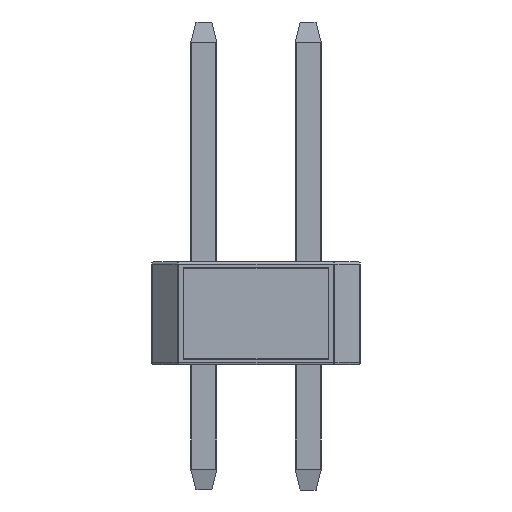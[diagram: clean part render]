
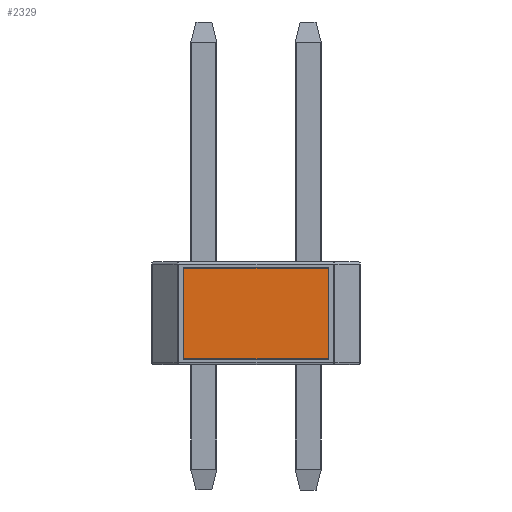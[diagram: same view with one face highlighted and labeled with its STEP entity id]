
A CAD part, left-side view. The second image highlights one B-rep face of the part: STEP entity #2329.
In plain terms, the highlighted planar face has unit normal (-1, 0, 0).
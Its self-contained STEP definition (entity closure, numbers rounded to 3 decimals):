
#378=FACE_OUTER_BOUND('',#504,.T.);
#504=EDGE_LOOP('',(#1906,#1907,#1908,#1909));
#643=LINE('',#3617,#859);
#644=LINE('',#3622,#860);
#647=LINE('',#3630,#863);
#649=LINE('',#3633,#865);
#859=VECTOR('',#2890,10.);
#860=VECTOR('',#2895,10.);
#863=VECTOR('',#2904,10.);
#865=VECTOR('',#2908,10.);
#1056=VERTEX_POINT('',#3614);
#1057=VERTEX_POINT('',#3616);
#1058=VERTEX_POINT('',#3620);
#1059=VERTEX_POINT('',#3621);
#1272=EDGE_CURVE('',#1057,#1056,#643,.T.);
#1274=EDGE_CURVE('',#1058,#1059,#644,.T.);
#1279=EDGE_CURVE('',#1056,#1058,#647,.T.);
#1281=EDGE_CURVE('',#1059,#1057,#649,.T.);
#1906=ORIENTED_EDGE('',*,*,#1279,.T.);
#1907=ORIENTED_EDGE('',*,*,#1274,.T.);
#1908=ORIENTED_EDGE('',*,*,#1281,.T.);
#1909=ORIENTED_EDGE('',*,*,#1272,.T.);
#2092=PLANE('',#2575);
#2329=ADVANCED_FACE('',(#378),#2092,.T.);
#2575=AXIS2_PLACEMENT_3D('',#3831,#3159,#3160);
#2890=DIRECTION('',(0.,1.,0.));
#2895=DIRECTION('',(0.,-1.,0.));
#2904=DIRECTION('',(0.,0.,-1.));
#2908=DIRECTION('',(0.,0.,1.));
#3159=DIRECTION('center_axis',(-1.,0.,0.));
#3160=DIRECTION('ref_axis',(0.,0.,1.));
#3614=CARTESIAN_POINT('',(-1.27,3.023,2.35));
#3616=CARTESIAN_POINT('',(-1.27,-0.488,2.35));
#3617=CARTESIAN_POINT('',(-1.27,3.023,2.35));
#3620=CARTESIAN_POINT('',(-1.27,3.023,0.15));
#3621=CARTESIAN_POINT('',(-1.27,-0.488,0.15));
#3622=CARTESIAN_POINT('',(-1.27,-0.488,0.15));
#3630=CARTESIAN_POINT('',(-1.27,3.023,0.15));
#3633=CARTESIAN_POINT('',(-1.27,-0.488,2.35));
#3831=CARTESIAN_POINT('Origin',(-1.27,1.268,1.25));
